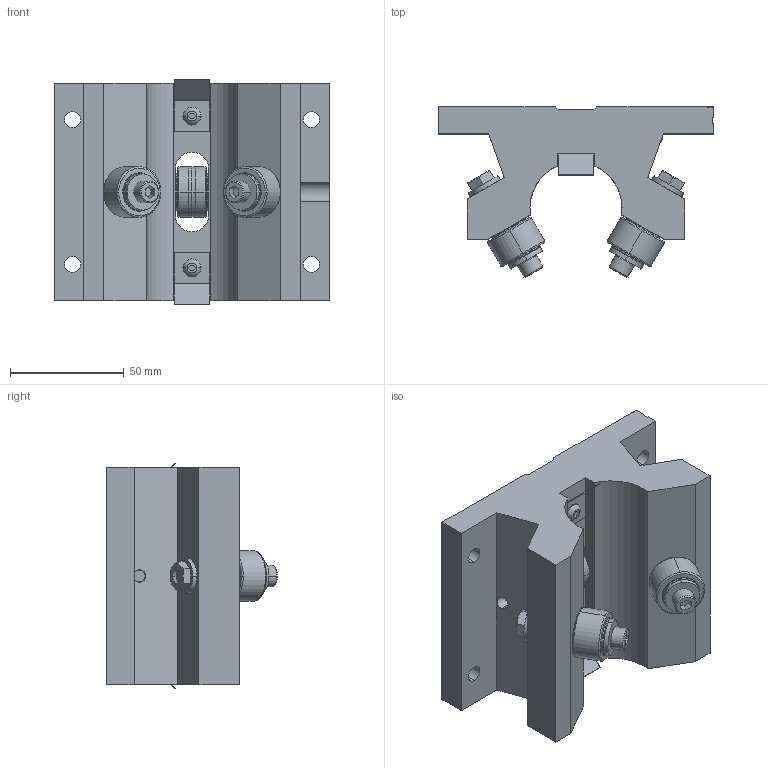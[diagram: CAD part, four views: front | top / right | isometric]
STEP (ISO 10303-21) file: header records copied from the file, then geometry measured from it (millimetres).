
FILE_DESCRIPTION (( 'STEP AP203' ), '1' );
FILE_NAME ('RollerBearing_B860680146.step', '2019-07-23T00:15:42', ( 'localadmin' ), ( 'BOXX Technologies, Inc.' ), 'SwSTEP 2.0', 'SolidWorks 2018', '' );
FILE_SCHEMA (( 'CONFIG_CONTROL_DESIGN' ));
Length unit declared in the file: inch
Products named in the file (3): RollerBearing_B860680146; dLvUZFWijh_CADModel_0
Assembly tree (1 placements, depth 2):
  RollerBearing_B860680146
    dLvUZFWijh_CADModel_0
  dLvUZFWijh_CADModel_0
Bounding box: 120.65 x 74.91 x 99.03 mm (x, y, z)
Volume: 362833.2 mm3; surface area: 71113.3 mm2
Topology: 18 solids, 18 shells, 466 faces, 1068 edges, 674 vertices
Faces by surface type: plane 170, cylinder 154, cone 110, bspline 24, torus 4, sphere 4
Entity records: 14962 total; most frequent: CARTESIAN_POINT 3925, DIRECTION 2391, ORIENTED_EDGE 2120, EDGE_CURVE 1060, AXIS2_PLACEMENT_3D 948, VERTEX_POINT 674, EDGE_LOOP 550, CIRCLE 501
